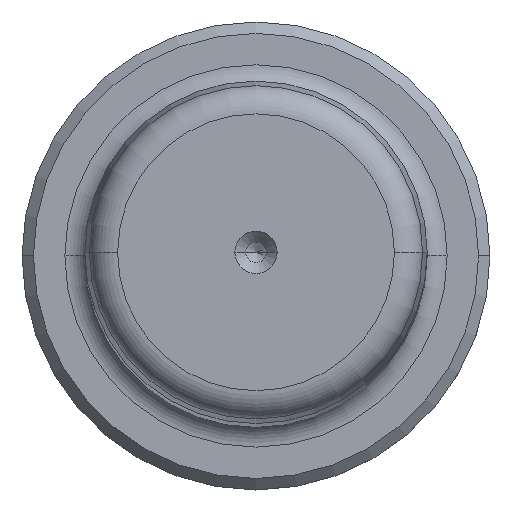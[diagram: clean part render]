
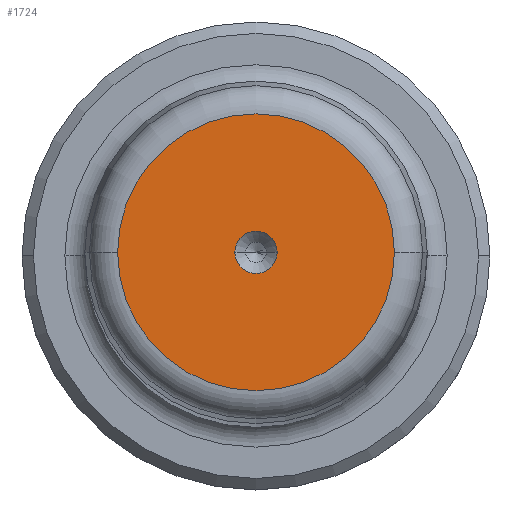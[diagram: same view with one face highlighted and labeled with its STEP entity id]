
A CAD part, top view. The second image highlights one B-rep face of the part: STEP entity #1724.
In plain terms, the highlighted planar face has unit normal (0, 0, 1).
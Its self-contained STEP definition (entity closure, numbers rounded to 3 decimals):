
#89 = CARTESIAN_POINT ( 'NONE',  ( -12.124, 0., 220. ) ) ;
#117 = DIRECTION ( 'NONE',  ( 1., 0., 0. ) ) ;
#120 = VERTEX_POINT ( 'NONE', #455 ) ;
#201 = PLANE ( 'NONE',  #1281 ) ;
#258 = AXIS2_PLACEMENT_3D ( 'NONE', #2290, #1205, #117 ) ;
#304 = AXIS2_PLACEMENT_3D ( 'NONE', #698, #1956, #878 ) ;
#368 = DIRECTION ( 'NONE',  ( 0., 0., 1. ) ) ;
#382 = AXIS2_PLACEMENT_3D ( 'NONE', #1941, #860, #2117 ) ;
#432 = CIRCLE ( 'NONE', #258, 1.85 ) ;
#434 = FACE_OUTER_BOUND ( 'NONE', #1224, .T. ) ;
#455 = CARTESIAN_POINT ( 'NONE',  ( 1.85, 0., 220. ) ) ;
#489 = CARTESIAN_POINT ( 'NONE',  ( -1.85, 0., 220. ) ) ;
#521 = VERTEX_POINT ( 'NONE', #89 ) ;
#662 = VERTEX_POINT ( 'NONE', #489 ) ;
#666 = VERTEX_POINT ( 'NONE', #678 ) ;
#678 = CARTESIAN_POINT ( 'NONE',  ( 12.124, 0., 220. ) ) ;
#698 = CARTESIAN_POINT ( 'NONE',  ( 0., 0., 220. ) ) ;
#860 = DIRECTION ( 'NONE',  ( 0., 0., 1. ) ) ;
#878 = DIRECTION ( 'NONE',  ( 1., 0., 0. ) ) ;
#904 = EDGE_CURVE ( 'NONE', #120, #662, #1588, .T. ) ;
#914 = ORIENTED_EDGE ( 'NONE', *, *, #1055, .T. ) ;
#940 = DIRECTION ( 'NONE',  ( 0., 0., 1. ) ) ;
#1055 = EDGE_CURVE ( 'NONE', #666, #521, #2184, .T. ) ;
#1205 = DIRECTION ( 'NONE',  ( 0., 0., 1. ) ) ;
#1224 = EDGE_LOOP ( 'NONE', ( #914, #2174 ) ) ;
#1281 = AXIS2_PLACEMENT_3D ( 'NONE', #1663, #940, #2197 ) ;
#1350 = CIRCLE ( 'NONE', #382, 12.124 ) ;
#1486 = EDGE_LOOP ( 'NONE', ( #1509, #1992 ) ) ;
#1509 = ORIENTED_EDGE ( 'NONE', *, *, #904, .F. ) ;
#1588 = CIRCLE ( 'NONE', #304, 1.85 ) ;
#1639 = AXIS2_PLACEMENT_3D ( 'NONE', #1836, #368, #1641 ) ;
#1641 = DIRECTION ( 'NONE',  ( 1., 0., 0. ) ) ;
#1663 = CARTESIAN_POINT ( 'NONE',  ( 0., 0., 220. ) ) ;
#1724 = ADVANCED_FACE ( 'NONE', ( #1943, #434 ), #201, .T. ) ;
#1820 = EDGE_CURVE ( 'NONE', #662, #120, #432, .T. ) ;
#1836 = CARTESIAN_POINT ( 'NONE',  ( 0., 0., 220. ) ) ;
#1868 = EDGE_CURVE ( 'NONE', #521, #666, #1350, .T. ) ;
#1941 = CARTESIAN_POINT ( 'NONE',  ( 0., 0., 220. ) ) ;
#1943 = FACE_BOUND ( 'NONE', #1486, .T. ) ;
#1956 = DIRECTION ( 'NONE',  ( 0., 0., 1. ) ) ;
#1992 = ORIENTED_EDGE ( 'NONE', *, *, #1820, .F. ) ;
#2117 = DIRECTION ( 'NONE',  ( 1., 0., 0. ) ) ;
#2174 = ORIENTED_EDGE ( 'NONE', *, *, #1868, .T. ) ;
#2184 = CIRCLE ( 'NONE', #1639, 12.124 ) ;
#2197 = DIRECTION ( 'NONE',  ( 1., 0., 0. ) ) ;
#2290 = CARTESIAN_POINT ( 'NONE',  ( 0., 0., 220. ) ) ;
